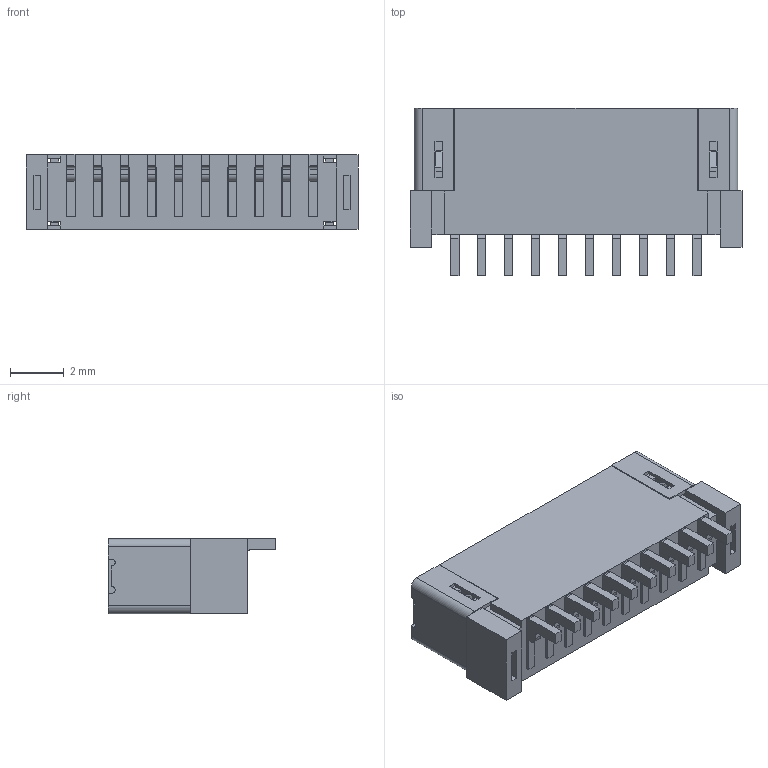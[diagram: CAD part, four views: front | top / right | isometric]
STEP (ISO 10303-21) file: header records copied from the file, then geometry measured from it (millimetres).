
FILE_DESCRIPTION( ( 'STEP AP214' ), '1' );
FILE_NAME( 'FC1-10-02-T-WT.stp', '2021-01-18T21:38:43', ( 'License CC BY-ND 4.0' ), ( 'CADENAS' ), ' ', 'PARTsolutions', ' ' );
FILE_SCHEMA( ( 'AUTOMOTIVE_DESIGN { 1 0 10303 214 1 1 1 1 }' ) );
Length unit declared in the file: inch
Products named in the file (4): FC1-10-02-T-WT; _FC1-10-02-T-WT_t; _FC1-10-02-T-WT_wt; _FC1-10-02_p
Assembly tree (3 placements, depth 2):
  FC1-10-02-T-WT
    _FC1-10-02-T-WT_t
    _FC1-10-02-T-WT_wt
    _FC1-10-02_p
Bounding box: 12.34 x 6.22 x 2.81 mm (x, y, z)
Volume: 138.9 mm3; surface area: 703.3 mm2
Topology: 3 solids, 3 shells, 631 faces, 1866 edges, 1244 vertices
Faces by surface type: plane 519, cylinder 112
Entity records: 26022 total; most frequent: CARTESIAN_POINT 3745, ORIENTED_EDGE 3732, DIRECTION 3360, EDGE_CURVE 1866, LINE 1642, VECTOR 1642, VERTEX_POINT 1244, AXIS2_PLACEMENT_3D 859
